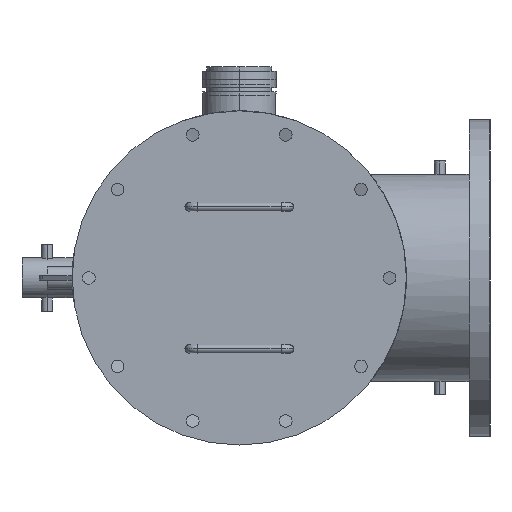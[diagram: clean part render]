
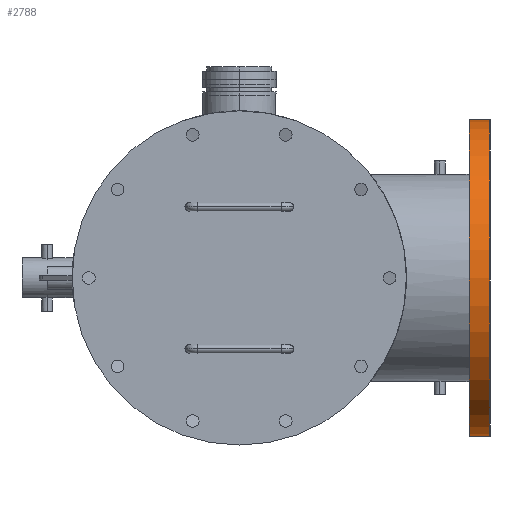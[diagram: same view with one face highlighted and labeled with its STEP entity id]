
A CAD part, left-side view. The second image highlights one B-rep face of the part: STEP entity #2788.
In plain terms, the highlighted cylindrical face has radius 241.3 mm (diameter 482.6 mm), a partial arc.
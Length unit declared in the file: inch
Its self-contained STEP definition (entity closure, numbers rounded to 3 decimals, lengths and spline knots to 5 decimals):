
#488 = VERTEX_POINT ( 'NONE', #8024 ) ;
#822 = AXIS2_PLACEMENT_3D ( 'NONE', #2662, #3713, #9451 ) ;
#1115 = ORIENTED_EDGE ( 'NONE', *, *, #12219, .F. ) ;
#1165 = CIRCLE ( 'NONE', #822, 9.5 ) ;
#1449 = ORIENTED_EDGE ( 'NONE', *, *, #4878, .F. ) ;
#1572 = DIRECTION ( 'NONE',  ( 0., -1., 0. ) ) ;
#2149 = CIRCLE ( 'NONE', #6165, 9.5 ) ;
#2650 = VECTOR ( 'NONE', #8758, 39.37008 ) ;
#2662 = CARTESIAN_POINT ( 'NONE',  ( 13.18, -13.75, 0. ) ) ;
#2788 = ADVANCED_FACE ( 'NONE', ( #4859 ), #7768, .T. ) ;
#3231 = CARTESIAN_POINT ( 'NONE',  ( 13.18, -15., 0. ) ) ;
#3568 = AXIS2_PLACEMENT_3D ( 'NONE', #8171, #1572, #12445 ) ;
#3713 = DIRECTION ( 'NONE',  ( 0., -1., 0. ) ) ;
#4859 = FACE_OUTER_BOUND ( 'NONE', #4942, .T. ) ;
#4878 = EDGE_CURVE ( 'NONE', #488, #11887, #5130, .T. ) ;
#4942 = EDGE_LOOP ( 'NONE', ( #1449, #5375, #6739, #1115 ) ) ;
#5130 = LINE ( 'NONE', #7756, #2650 ) ;
#5375 = ORIENTED_EDGE ( 'NONE', *, *, #7517, .T. ) ;
#5386 = CARTESIAN_POINT ( 'NONE',  ( 13.18, -15., -9.5 ) ) ;
#6126 = VERTEX_POINT ( 'NONE', #9154 ) ;
#6165 = AXIS2_PLACEMENT_3D ( 'NONE', #3231, #6256, #8092 ) ;
#6256 = DIRECTION ( 'NONE',  ( 0., -1., 0. ) ) ;
#6739 = ORIENTED_EDGE ( 'NONE', *, *, #12504, .T. ) ;
#6929 = VECTOR ( 'NONE', #11585, 39.37008 ) ;
#7517 = EDGE_CURVE ( 'NONE', #488, #6126, #1165, .T. ) ;
#7756 = CARTESIAN_POINT ( 'NONE',  ( 13.18, -13.75, 9.5 ) ) ;
#7768 = CYLINDRICAL_SURFACE ( 'NONE', #3568, 9.5 ) ;
#8024 = CARTESIAN_POINT ( 'NONE',  ( 13.18, -13.75, 9.5 ) ) ;
#8092 = DIRECTION ( 'NONE',  ( 0., 0., -1. ) ) ;
#8171 = CARTESIAN_POINT ( 'NONE',  ( 13.18, -13.75, 0. ) ) ;
#8758 = DIRECTION ( 'NONE',  ( 0., -1., 0. ) ) ;
#9154 = CARTESIAN_POINT ( 'NONE',  ( 13.18, -13.75, -9.5 ) ) ;
#9451 = DIRECTION ( 'NONE',  ( 0., 0., -1. ) ) ;
#10287 = CARTESIAN_POINT ( 'NONE',  ( 13.18, -15., 9.5 ) ) ;
#10314 = VERTEX_POINT ( 'NONE', #5386 ) ;
#10518 = CARTESIAN_POINT ( 'NONE',  ( 13.18, -13.75, -9.5 ) ) ;
#11585 = DIRECTION ( 'NONE',  ( 0., -1., 0. ) ) ;
#11887 = VERTEX_POINT ( 'NONE', #10287 ) ;
#12219 = EDGE_CURVE ( 'NONE', #11887, #10314, #2149, .T. ) ;
#12445 = DIRECTION ( 'NONE',  ( 0., 0., -1. ) ) ;
#12504 = EDGE_CURVE ( 'NONE', #6126, #10314, #12611, .T. ) ;
#12611 = LINE ( 'NONE', #10518, #6929 ) ;
